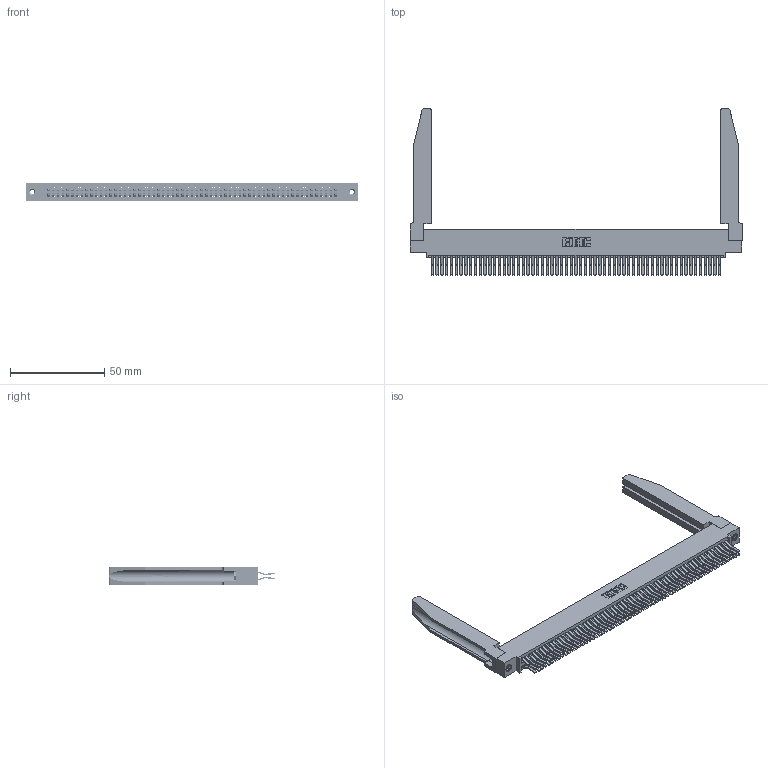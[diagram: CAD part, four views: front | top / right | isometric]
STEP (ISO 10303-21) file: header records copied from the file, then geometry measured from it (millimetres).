
FILE_DESCRIPTION (( 'STEP AP203' ), '1' );
FILE_NAME ('345-122-560-578.STEP', '2019-11-06T16:22:35', ( '' ), ( '' ), 'SwSTEP 2.0', 'SolidWorks 2016', '' );
FILE_SCHEMA (( 'CONFIG_CONTROL_DESIGN' ));
Length unit declared in the file: inch
Products named in the file (5): 345-220-078_345-220-078; 345-250-001_345-250-001-102; 345-122-560-578; 345 Part_0.110 Offset - 0.156 Dia-TH; 345-292-001_560 Tail
Assembly tree (127 placements, depth 2):
  345-122-560-578
    345 Part_0.110 Offset - 0.156 Dia-TH
    345-292-001_560 Tail  x122
    345-250-001_345-250-001-102  x2
    345-220-078_345-220-078  x2
Bounding box: 176.17 x 88.2 x 9.4 mm (x, y, z)
Volume: 25786.9 mm3; surface area: 35987.2 mm2
Topology: 127 solids, 127 shells, 6708 faces, 19871 edges, 13074 vertices
Faces by surface type: plane 4252, cylinder 2404, bspline 36, cone 12, torus 4
Entity records: 50264 total; most frequent: CARTESIAN_POINT 9327, ORIENTED_EDGE 8158, DIRECTION 7197, EDGE_CURVE 4079, VECTOR 3605, LINE 3605, VERTEX_POINT 2712, AXIS2_PLACEMENT_3D 1796
